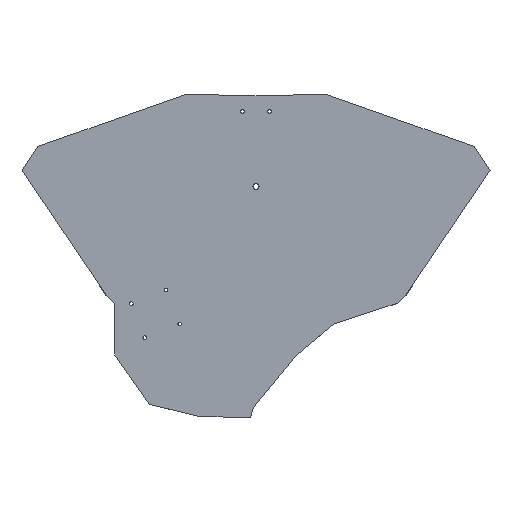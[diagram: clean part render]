
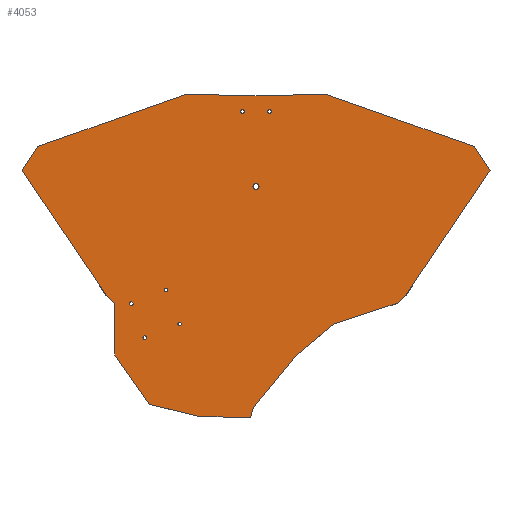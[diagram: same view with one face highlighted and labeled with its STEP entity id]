
A CAD part, top view. The second image highlights one B-rep face of the part: STEP entity #4053.
In plain terms, the highlighted planar face has unit normal (0, 0, 1).
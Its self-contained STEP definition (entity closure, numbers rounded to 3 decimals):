
#43=FACE_BOUND('',#687,.T.);
#44=FACE_BOUND('',#688,.T.);
#45=FACE_BOUND('',#689,.T.);
#46=FACE_BOUND('',#690,.T.);
#47=FACE_BOUND('',#691,.T.);
#48=FACE_BOUND('',#692,.T.);
#49=FACE_BOUND('',#693,.T.);
#234=PLANE('',#4333);
#446=FACE_OUTER_BOUND('',#686,.T.);
#686=EDGE_LOOP('',(#3790,#3791,#3792,#3793,#3794,#3795,#3796,#3797,#3798,
#3799,#3800,#3801,#3802,#3803,#3804,#3805,#3806,#3807));
#687=EDGE_LOOP('',(#3808));
#688=EDGE_LOOP('',(#3809));
#689=EDGE_LOOP('',(#3810));
#690=EDGE_LOOP('',(#3811));
#691=EDGE_LOOP('',(#3812));
#692=EDGE_LOOP('',(#3813));
#693=EDGE_LOOP('',(#3814));
#775=LINE('',#5550,#1282);
#872=LINE('',#5862,#1379);
#875=LINE('',#5867,#1382);
#877=LINE('',#5871,#1384);
#879=LINE('',#5876,#1386);
#882=LINE('',#5881,#1389);
#884=LINE('',#5885,#1391);
#886=LINE('',#5889,#1393);
#888=LINE('',#5892,#1395);
#1184=LINE('',#6481,#1691);
#1186=LINE('',#6485,#1693);
#1188=LINE('',#6489,#1695);
#1190=LINE('',#6493,#1697);
#1191=LINE('',#6495,#1698);
#1193=LINE('',#6499,#1700);
#1195=LINE('',#6503,#1702);
#1197=LINE('',#6507,#1704);
#1198=LINE('',#6509,#1705);
#1282=VECTOR('',#4463,10.);
#1379=VECTOR('',#4790,10.);
#1382=VECTOR('',#4795,10.);
#1384=VECTOR('',#4799,10.);
#1386=VECTOR('',#4803,10.);
#1389=VECTOR('',#4808,10.);
#1391=VECTOR('',#4812,10.);
#1393=VECTOR('',#4816,10.);
#1395=VECTOR('',#4820,10.);
#1691=VECTOR('',#5330,10.);
#1693=VECTOR('',#5334,10.);
#1695=VECTOR('',#5338,10.);
#1697=VECTOR('',#5342,10.);
#1698=VECTOR('',#5345,10.);
#1700=VECTOR('',#5349,10.);
#1702=VECTOR('',#5353,10.);
#1704=VECTOR('',#5357,10.);
#1705=VECTOR('',#5360,10.);
#1708=CIRCLE('',#4069,1.05);
#1710=CIRCLE('',#4072,1.05);
#1738=CIRCLE('',#4141,1.05);
#1741=CIRCLE('',#4148,1.05);
#1744=CIRCLE('',#4154,1.05);
#1747=CIRCLE('',#4160,1.05);
#1761=CIRCLE('',#4332,1.75);
#1762=VERTEX_POINT('',#5377);
#1764=VERTEX_POINT('',#5383);
#1830=VERTEX_POINT('',#5547);
#1831=VERTEX_POINT('',#5549);
#1886=VERTEX_POINT('',#5700);
#1889=VERTEX_POINT('',#5712);
#1892=VERTEX_POINT('',#5723);
#1895=VERTEX_POINT('',#5734);
#1930=VERTEX_POINT('',#5860);
#1931=VERTEX_POINT('',#5861);
#1932=VERTEX_POINT('',#5866);
#1933=VERTEX_POINT('',#5870);
#1934=VERTEX_POINT('',#5874);
#1935=VERTEX_POINT('',#5875);
#1936=VERTEX_POINT('',#5880);
#1937=VERTEX_POINT('',#5884);
#1938=VERTEX_POINT('',#5888);
#2124=VERTEX_POINT('',#6479);
#2125=VERTEX_POINT('',#6483);
#2126=VERTEX_POINT('',#6487);
#2127=VERTEX_POINT('',#6491);
#2128=VERTEX_POINT('',#6497);
#2129=VERTEX_POINT('',#6501);
#2130=VERTEX_POINT('',#6505);
#2131=VERTEX_POINT('',#6515);
#2132=EDGE_CURVE('',#1762,#1762,#1708,.T.);
#2135=EDGE_CURVE('',#1764,#1764,#1710,.T.);
#2218=EDGE_CURVE('',#1831,#1830,#775,.T.);
#2290=EDGE_CURVE('',#1886,#1886,#1738,.T.);
#2295=EDGE_CURVE('',#1889,#1889,#1741,.T.);
#2300=EDGE_CURVE('',#1892,#1892,#1744,.T.);
#2305=EDGE_CURVE('',#1895,#1895,#1747,.T.);
#2363=EDGE_CURVE('',#1930,#1931,#872,.T.);
#2366=EDGE_CURVE('',#1931,#1932,#875,.T.);
#2368=EDGE_CURVE('',#1933,#1932,#877,.T.);
#2370=EDGE_CURVE('',#1934,#1935,#879,.T.);
#2373=EDGE_CURVE('',#1935,#1936,#882,.T.);
#2375=EDGE_CURVE('',#1937,#1936,#884,.T.);
#2377=EDGE_CURVE('',#1938,#1937,#886,.T.);
#2379=EDGE_CURVE('',#1938,#1930,#888,.T.);
#2675=EDGE_CURVE('',#1933,#2124,#1184,.T.);
#2677=EDGE_CURVE('',#2124,#2125,#1186,.T.);
#2679=EDGE_CURVE('',#2125,#2126,#1188,.T.);
#2681=EDGE_CURVE('',#2126,#2127,#1190,.T.);
#2682=EDGE_CURVE('',#2127,#1831,#1191,.T.);
#2684=EDGE_CURVE('',#1830,#2128,#1193,.T.);
#2686=EDGE_CURVE('',#2128,#2129,#1195,.T.);
#2688=EDGE_CURVE('',#2129,#2130,#1197,.T.);
#2689=EDGE_CURVE('',#2130,#1934,#1198,.T.);
#2691=EDGE_CURVE('',#2131,#2131,#1761,.T.);
#3790=ORIENTED_EDGE('',*,*,#2675,.T.);
#3791=ORIENTED_EDGE('',*,*,#2677,.T.);
#3792=ORIENTED_EDGE('',*,*,#2679,.T.);
#3793=ORIENTED_EDGE('',*,*,#2681,.T.);
#3794=ORIENTED_EDGE('',*,*,#2682,.T.);
#3795=ORIENTED_EDGE('',*,*,#2218,.T.);
#3796=ORIENTED_EDGE('',*,*,#2684,.T.);
#3797=ORIENTED_EDGE('',*,*,#2686,.T.);
#3798=ORIENTED_EDGE('',*,*,#2688,.T.);
#3799=ORIENTED_EDGE('',*,*,#2689,.T.);
#3800=ORIENTED_EDGE('',*,*,#2370,.T.);
#3801=ORIENTED_EDGE('',*,*,#2373,.T.);
#3802=ORIENTED_EDGE('',*,*,#2375,.F.);
#3803=ORIENTED_EDGE('',*,*,#2377,.F.);
#3804=ORIENTED_EDGE('',*,*,#2379,.T.);
#3805=ORIENTED_EDGE('',*,*,#2363,.T.);
#3806=ORIENTED_EDGE('',*,*,#2366,.T.);
#3807=ORIENTED_EDGE('',*,*,#2368,.F.);
#3808=ORIENTED_EDGE('',*,*,#2132,.T.);
#3809=ORIENTED_EDGE('',*,*,#2135,.T.);
#3810=ORIENTED_EDGE('',*,*,#2295,.T.);
#3811=ORIENTED_EDGE('',*,*,#2300,.T.);
#3812=ORIENTED_EDGE('',*,*,#2305,.T.);
#3813=ORIENTED_EDGE('',*,*,#2290,.T.);
#3814=ORIENTED_EDGE('',*,*,#2691,.T.);
#4053=ADVANCED_FACE('',(#446,#43,#44,#45,#46,#47,#48,#49),#234,.T.);
#4069=AXIS2_PLACEMENT_3D('',#5378,#4338,#4339);
#4072=AXIS2_PLACEMENT_3D('',#5384,#4345,#4346);
#4141=AXIS2_PLACEMENT_3D('',#5702,#4610,#4611);
#4148=AXIS2_PLACEMENT_3D('',#5714,#4626,#4627);
#4154=AXIS2_PLACEMENT_3D('',#5725,#4640,#4641);
#4160=AXIS2_PLACEMENT_3D('',#5736,#4654,#4655);
#4332=AXIS2_PLACEMENT_3D('',#6516,#5370,#5371);
#4333=AXIS2_PLACEMENT_3D('',#6518,#5373,#5374);
#4338=DIRECTION('center_axis',(0.,0.,-1.));
#4339=DIRECTION('ref_axis',(-1.,0.,0.));
#4345=DIRECTION('center_axis',(0.,0.,-1.));
#4346=DIRECTION('ref_axis',(-1.,0.,0.));
#4463=DIRECTION('',(-1.,0.025,0.));
#4610=DIRECTION('center_axis',(0.,0.,-1.));
#4611=DIRECTION('ref_axis',(1.,0.,0.));
#4626=DIRECTION('center_axis',(0.,0.,-1.));
#4627=DIRECTION('ref_axis',(1.,0.,0.));
#4640=DIRECTION('center_axis',(0.,0.,-1.));
#4641=DIRECTION('ref_axis',(1.,0.,0.));
#4654=DIRECTION('center_axis',(0.,0.,-1.));
#4655=DIRECTION('ref_axis',(1.,0.,0.));
#4790=DIRECTION('',(0.636,0.772,0.));
#4795=DIRECTION('',(0.767,0.642,0.));
#4799=DIRECTION('',(-0.95,-0.312,0.));
#4803=DIRECTION('',(0.,-1.,0.));
#4808=DIRECTION('',(0.574,-0.819,0.));
#4812=DIRECTION('',(-0.972,0.236,0.));
#4816=DIRECTION('',(-1.,0.029,0.));
#4820=DIRECTION('',(0.259,0.966,0.));
#5330=DIRECTION('',(0.732,0.681,0.));
#5334=DIRECTION('',(0.56,0.829,0.));
#5338=DIRECTION('',(-0.549,0.836,0.));
#5342=DIRECTION('',(-0.943,0.333,0.));
#5345=DIRECTION('',(-1.,-0.025,0.));
#5349=DIRECTION('',(-0.943,-0.333,0.));
#5353=DIRECTION('',(-0.549,-0.836,0.));
#5357=DIRECTION('',(0.56,-0.829,0.));
#5360=DIRECTION('',(0.732,-0.681,0.));
#5370=DIRECTION('center_axis',(0.,0.,-1.));
#5371=DIRECTION('ref_axis',(-1.,0.,0.));
#5373=DIRECTION('center_axis',(0.,0.,1.));
#5374=DIRECTION('ref_axis',(1.,0.,0.));
#5377=CARTESIAN_POINT('',(-6.85,95.,3.));
#5378=CARTESIAN_POINT('Origin',(-7.9,95.,3.));
#5383=CARTESIAN_POINT('',(8.95,95.,3.));
#5384=CARTESIAN_POINT('Origin',(7.9,95.,3.));
#5547=CARTESIAN_POINT('',(-40.522,105.,3.));
#5549=CARTESIAN_POINT('',(0.,104.,3.));
#5550=CARTESIAN_POINT('',(0.,104.,3.));
#5700=CARTESIAN_POINT('',(-73.423,-16.64,3.));
#5702=CARTESIAN_POINT('Origin',(-72.373,-16.64,3.));
#5712=CARTESIAN_POINT('',(-53.207,-8.67,3.));
#5714=CARTESIAN_POINT('Origin',(-52.157,-8.67,3.));
#5723=CARTESIAN_POINT('',(-65.641,-36.388,3.));
#5725=CARTESIAN_POINT('Origin',(-64.591,-36.388,3.));
#5734=CARTESIAN_POINT('',(-45.424,-28.421,3.));
#5736=CARTESIAN_POINT('Origin',(-44.374,-28.421,3.));
#5860=CARTESIAN_POINT('',(-1.515,-76.887,3.));
#5861=CARTESIAN_POINT('',(23.385,-46.686,3.));
#5862=CARTESIAN_POINT('',(-1.515,-76.887,3.));
#5866=CARTESIAN_POINT('',(45.05,-28.559,3.));
#5867=CARTESIAN_POINT('',(1.72,-64.813,3.));
#5870=CARTESIAN_POINT('',(81.909,-16.453,3.));
#5871=CARTESIAN_POINT('',(81.909,-16.453,3.));
#5874=CARTESIAN_POINT('',(-81.909,-16.453,3.));
#5875=CARTESIAN_POINT('',(-81.909,-46.453,3.));
#5876=CARTESIAN_POINT('',(-81.909,-16.453,3.));
#5880=CARTESIAN_POINT('',(-61.834,-75.123,3.));
#5881=CARTESIAN_POINT('',(-81.909,-46.453,3.));
#5884=CARTESIAN_POINT('',(-33.292,-82.042,3.));
#5885=CARTESIAN_POINT('',(-33.292,-82.042,3.));
#5888=CARTESIAN_POINT('',(-3.133,-82.924,3.));
#5889=CARTESIAN_POINT('',(-3.133,-82.924,3.));
#5892=CARTESIAN_POINT('',(-4.75,-88.961,3.));
#6479=CARTESIAN_POINT('',(87.138,-11.592,3.));
#6481=CARTESIAN_POINT('',(87.138,-11.592,3.));
#6483=CARTESIAN_POINT('',(135.88,60.539,3.));
#6485=CARTESIAN_POINT('',(135.88,60.539,3.));
#6487=CARTESIAN_POINT('',(126.654,74.602,3.));
#6489=CARTESIAN_POINT('',(126.654,74.602,3.));
#6491=CARTESIAN_POINT('',(40.522,105.,3.));
#6493=CARTESIAN_POINT('',(40.522,105.,3.));
#6495=CARTESIAN_POINT('',(0.,104.,3.));
#6497=CARTESIAN_POINT('',(-126.654,74.602,3.));
#6499=CARTESIAN_POINT('',(-40.522,105.,3.));
#6501=CARTESIAN_POINT('',(-135.88,60.539,3.));
#6503=CARTESIAN_POINT('',(-126.654,74.602,3.));
#6505=CARTESIAN_POINT('',(-87.138,-11.592,3.));
#6507=CARTESIAN_POINT('',(-135.88,60.539,3.));
#6509=CARTESIAN_POINT('',(-87.138,-11.592,3.));
#6515=CARTESIAN_POINT('',(1.75,51.5,3.));
#6516=CARTESIAN_POINT('Origin',(0.,51.5,3.));
#6518=CARTESIAN_POINT('Origin',(0.,43.774,3.));
